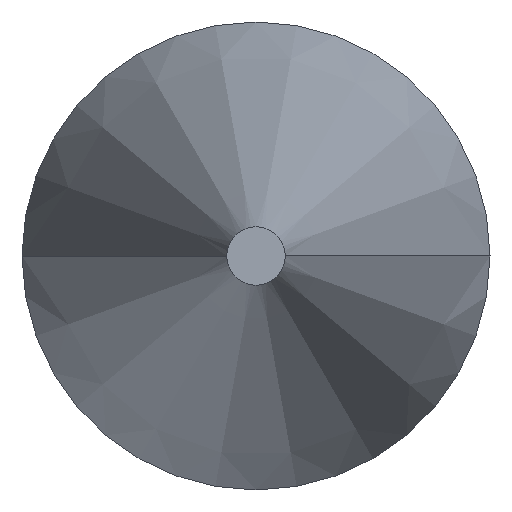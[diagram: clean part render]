
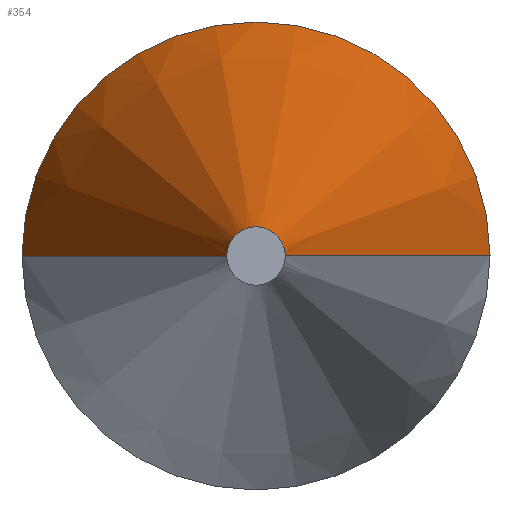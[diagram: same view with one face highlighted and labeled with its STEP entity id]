
A CAD part, front view. The second image highlights one B-rep face of the part: STEP entity #354.
In plain terms, the highlighted conical face has half-angle 15 degrees and reference radius 0.396 mm.
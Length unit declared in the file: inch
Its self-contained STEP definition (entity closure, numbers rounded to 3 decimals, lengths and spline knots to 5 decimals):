
#3 = DIRECTION ( 'NONE',  ( -0.259, 0.966, 0. ) ) ;
#9 = ORIENTED_EDGE ( 'NONE', *, *, #333, .F. ) ;
#15 = VERTEX_POINT ( 'NONE', #244 ) ;
#27 = DIRECTION ( 'NONE',  ( -1., 0., 0. ) ) ;
#29 = CARTESIAN_POINT ( 'NONE',  ( -0.125, 0.56449, 0. ) ) ;
#40 = CARTESIAN_POINT ( 'NONE',  ( 0., 0.56449, 0. ) ) ;
#46 = EDGE_CURVE ( 'NONE', #180, #49, #88, .T. ) ;
#49 = VERTEX_POINT ( 'NONE', #184 ) ;
#59 = FACE_OUTER_BOUND ( 'NONE', #192, .T. ) ;
#66 = CONICAL_SURFACE ( 'NONE', #321, 0.0156, 0.262 ) ;
#81 = VECTOR ( 'NONE', #3, 39.37008 ) ;
#88 = CIRCLE ( 'NONE', #356, 0.0156 ) ;
#110 = DIRECTION ( 'NONE',  ( 0.259, 0.966, 0. ) ) ;
#120 = CIRCLE ( 'NONE', #279, 0.125 ) ;
#134 = VECTOR ( 'NONE', #110, 39.37008 ) ;
#170 = ORIENTED_EDGE ( 'NONE', *, *, #259, .F. ) ;
#177 = VERTEX_POINT ( 'NONE', #29 ) ;
#178 = LINE ( 'NONE', #293, #81 ) ;
#180 = VERTEX_POINT ( 'NONE', #326 ) ;
#184 = CARTESIAN_POINT ( 'NONE',  ( 0.0156, 0.1562, 0. ) ) ;
#192 = EDGE_LOOP ( 'NONE', ( #257, #266, #170, #9 ) ) ;
#205 = EDGE_CURVE ( 'NONE', #49, #15, #298, .T. ) ;
#212 = CARTESIAN_POINT ( 'NONE',  ( 0., 0.1562, 0. ) ) ;
#215 = DIRECTION ( 'NONE',  ( 0., 1., 0. ) ) ;
#240 = CARTESIAN_POINT ( 'NONE',  ( 0., 0.1562, 0. ) ) ;
#243 = CARTESIAN_POINT ( 'NONE',  ( 0.0156, 0.1562, 0. ) ) ;
#244 = CARTESIAN_POINT ( 'NONE',  ( 0.125, 0.56449, 0. ) ) ;
#257 = ORIENTED_EDGE ( 'NONE', *, *, #46, .T. ) ;
#259 = EDGE_CURVE ( 'NONE', #177, #15, #120, .T. ) ;
#266 = ORIENTED_EDGE ( 'NONE', *, *, #205, .T. ) ;
#279 = AXIS2_PLACEMENT_3D ( 'NONE', #40, #306, #358 ) ;
#293 = CARTESIAN_POINT ( 'NONE',  ( -0.0156, 0.1562, 0. ) ) ;
#298 = LINE ( 'NONE', #243, #134 ) ;
#306 = DIRECTION ( 'NONE',  ( 0., 1., 0. ) ) ;
#321 = AXIS2_PLACEMENT_3D ( 'NONE', #212, #352, #27 ) ;
#323 = DIRECTION ( 'NONE',  ( -1., 0., 0. ) ) ;
#326 = CARTESIAN_POINT ( 'NONE',  ( -0.0156, 0.1562, 0. ) ) ;
#333 = EDGE_CURVE ( 'NONE', #180, #177, #178, .T. ) ;
#352 = DIRECTION ( 'NONE',  ( 0., 1., 0. ) ) ;
#354 = ADVANCED_FACE ( 'NONE', ( #59 ), #66, .T. ) ;
#356 = AXIS2_PLACEMENT_3D ( 'NONE', #240, #215, #323 ) ;
#358 = DIRECTION ( 'NONE',  ( -1., 0., 0. ) ) ;
